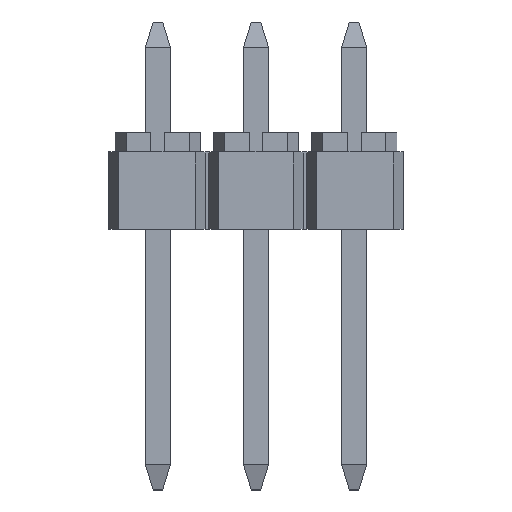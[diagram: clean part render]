
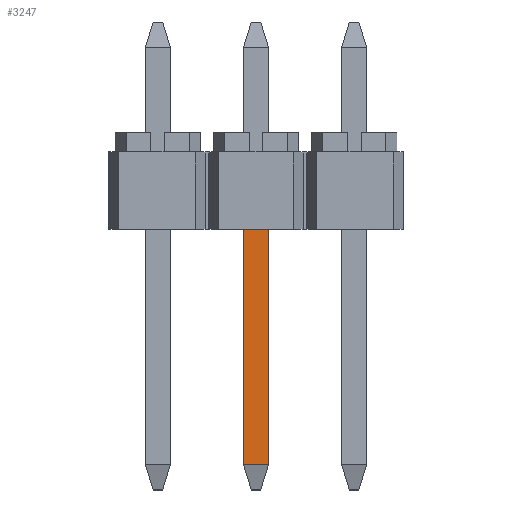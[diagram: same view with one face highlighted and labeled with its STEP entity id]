
A CAD part, top view. The second image highlights one B-rep face of the part: STEP entity #3247.
In plain terms, the highlighted planar face has unit normal (0, 0, 1).
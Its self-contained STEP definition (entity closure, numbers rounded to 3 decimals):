
#873=DIRECTION('',(1.,0.,0.));
#874=VECTOR('',#873,0.65);
#875=CARTESIAN_POINT('',(-0.325,-1.,0.325));
#876=LINE('',#875,#874);
#1045=DIRECTION('',(1.,0.,0.));
#1046=VECTOR('',#1045,0.65);
#1047=CARTESIAN_POINT('',(-0.325,-7.1,0.325));
#1048=LINE('',#1047,#1046);
#1049=DIRECTION('',(0.,-1.,0.));
#1050=VECTOR('',#1049,6.1);
#1051=CARTESIAN_POINT('',(-0.325,-1.,0.325));
#1052=LINE('',#1051,#1050);
#1053=DIRECTION('',(0.,1.,0.));
#1054=VECTOR('',#1053,6.1);
#1055=CARTESIAN_POINT('',(0.325,-7.1,0.325));
#1056=LINE('',#1055,#1054);
#1661=CARTESIAN_POINT('',(-0.325,-1.,0.325));
#1662=CARTESIAN_POINT('',(0.325,-1.,0.325));
#1663=VERTEX_POINT('',#1661);
#1664=VERTEX_POINT('',#1662);
#1701=CARTESIAN_POINT('',(-0.325,-7.1,0.325));
#1703=VERTEX_POINT('',#1701);
#1707=CARTESIAN_POINT('',(0.325,-7.1,0.325));
#1708=VERTEX_POINT('',#1707);
#3234=CARTESIAN_POINT('',(0.,0.,0.325));
#3235=DIRECTION('',(0.,0.,1.));
#3236=DIRECTION('',(1.,0.,0.));
#3237=AXIS2_PLACEMENT_3D('',#3234,#3235,#3236);
#3238=PLANE('',#3237);
#3240=ORIENTED_EDGE('',*,*,#3239,.F.);
#3242=ORIENTED_EDGE('',*,*,#3241,.F.);
#3243=ORIENTED_EDGE('',*,*,#3110,.T.);
#3244=ORIENTED_EDGE('',*,*,#3213,.F.);
#3245=EDGE_LOOP('',(#3240,#3242,#3243,#3244));
#3246=FACE_OUTER_BOUND('',#3245,.F.);
#3247=ADVANCED_FACE('',(#3246),#3238,.T.);
#3110=EDGE_CURVE('',#1663,#1664,#876,.T.);
#3213=EDGE_CURVE('',#1708,#1664,#1056,.T.);
#3239=EDGE_CURVE('',#1703,#1708,#1048,.T.);
#3241=EDGE_CURVE('',#1663,#1703,#1052,.T.);
